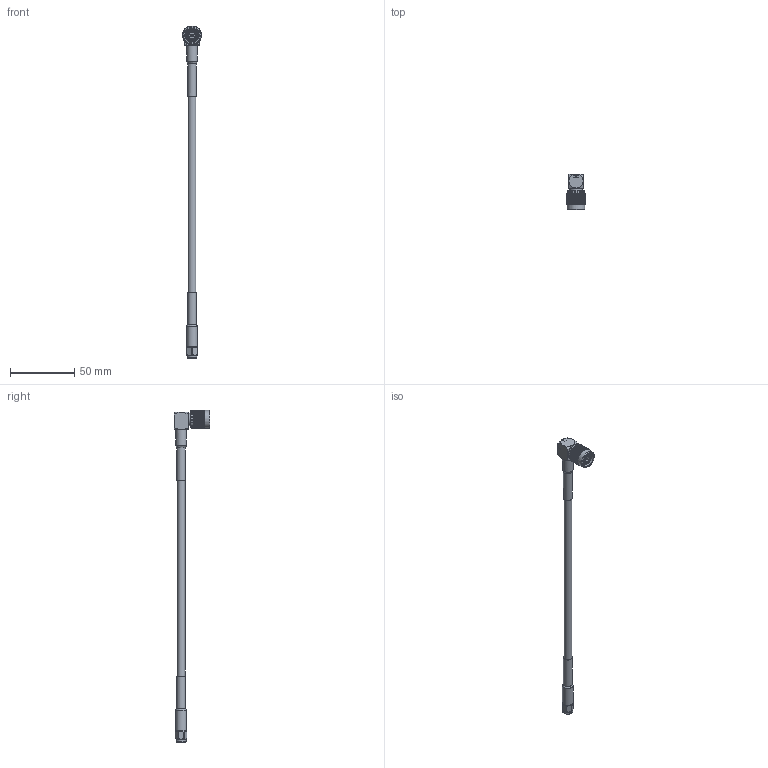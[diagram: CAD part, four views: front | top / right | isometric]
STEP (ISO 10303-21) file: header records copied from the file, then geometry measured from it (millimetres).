
FILE_DESCRIPTION (( 'STEP AP203' ), '1' );
FILE_NAME ('PE3C1491-SP_3D.step', '2022-03-22T16:15:26', ( '' ), ( '' ), 'SwSTEP 2.0', 'SolidWorks 2021', '' );
FILE_SCHEMA (( 'CONFIG_CONTROL_DESIGN' ));
Products named in the file (4): PE3C1491-SP_3D; PE44635^PE3C1491-SP_Heat Shrink; LMR-240-UF^PE3C1491-SP_LMR-240; PE44637^PE3C1491-SP_Heat Shrink
Assembly tree (3 placements, depth 2):
  PE3C1491-SP_3D
    LMR-240-UF^PE3C1491-SP_LMR-240
    PE44635^PE3C1491-SP_Heat Shrink
    PE44637^PE3C1491-SP_Heat Shrink
Bounding box: 14.6 x 28 x 258.86 mm (x, y, z)
Volume: 11184.2 mm3; surface area: 9095.6 mm2
Topology: 5 solids, 5 shells, 2864 faces, 6149 edges, 3310 vertices
Faces by surface type: bspline 2009, cylinder 607, plane 166, cone 79, torus 3
Full cylindrical faces by diameter (mm): 0.94 x1, 1.194 x1, 1.219 x1, 2.032 x1, 4.445 x1, 4.953 x1, 6.096 x1, 6.35 x6, 6.478 x1, 6.858 x2, 7.62 x1, 7.762 x1, 8.28 x2, 8.476 x1, 9.059 x1, 9.644 x1, 10 x1, 11.112 x9, 13.896 x2
Entity records: 110009 total; most frequent: CARTESIAN_POINT 71099, ORIENTED_EDGE 12146, EDGE_CURVE 6073, VERTEX_POINT 3284, EDGE_LOOP 2899, FACE_OUTER_BOUND 2877, ADVANCED_FACE 2849, DIRECTION 2785
